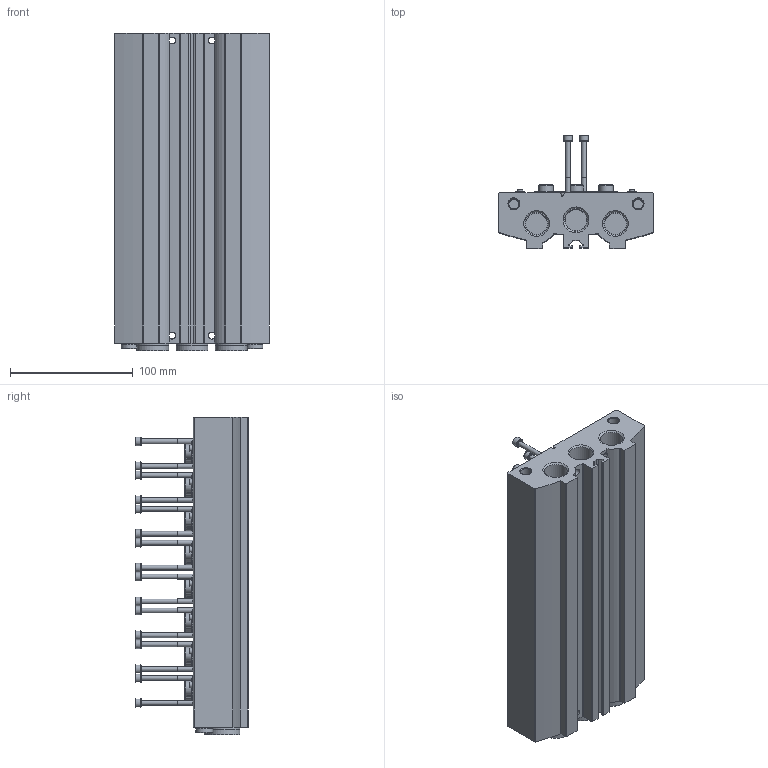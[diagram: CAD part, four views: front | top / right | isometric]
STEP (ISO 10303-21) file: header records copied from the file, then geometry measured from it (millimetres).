
FILE_DESCRIPTION(/* description */ ('STEP AP214'),/* implementation_level */ '2;1');
FILE_NAME(/* name */ '8026249_VABM-B10-25E-G12-8',/* time_stamp */ '2024-09-15T21:44:38+02:00',/* author */ ('License CC BY-ND 4.0'),/* organization */ ('CADENAS'),/* preprocessor_version */ 'ST-DEVELOPER v19.3',/* originating_system */ 'PARTsolutions',/* authorisation */ ' ');
FILE_SCHEMA (('AUTOMOTIVE_DESIGN {1 0 10303 214 3 1 1}'));
Length unit declared in the file: millimetre
Products named in the file (7): 8026249 VABM-B10-25E-G12-8; 8026249 VABM-B10-25E-G12-8---(M); 1657071 VUVS-G14-3---(S); 2833735 F-M4x50-10.9; 1743809 VUVS-M5---(S); 3571 B-1/2---(Plug); 3568 B-1/8---(Plug)
Assembly tree (46 placements, depth 2):
  8026249 VABM-B10-25E-G12-8
    8026249 VABM-B10-25E-G12-8---(M)
    1657071 VUVS-G14-3---(S)  x8
    2833735 F-M4x50-10.9  x16
    1743809 VUVS-M5---(S)  x16
    3571 B-1/2---(Plug)  x3
    3568 B-1/8---(Plug)  x2
Bounding box: 126 x 91.8 x 258.35 mm (x, y, z)
Volume: 1034495.1 mm3; surface area: 229569.3 mm2
Topology: 46 solids, 46 shells, 1774 faces, 4096 edges, 2595 vertices
Faces by surface type: plane 798, cylinder 532, cone 343, torus 101
Full cylindrical faces by diameter (mm): 2.9 x16, 3.242 x17, 3.5 x1, 3.9 x16, 4 x16, 4.134 x2, 4.2 x16, 4.6 x16, 5.5 x4, 6.1 x16, 7 x40, 8.2 x2, 8.566 x4, 8.6 x24, 9 x16, 9.728 x2, 11.6 x24, 12.6 x2, 14 x4, 14.6 x24, 17.6 x3, 18.631 x6, 20.955 x3, 23.4 x3, 26 x6
Entity records: 14575 total; most frequent: CARTESIAN_POINT 2978, DIRECTION 2408, ORIENTED_EDGE 1974, EDGE_CURVE 987, AXIS2_PLACEMENT_3D 955, FACE_BOUND 851, EDGE_LOOP 831, VERTEX_POINT 756
